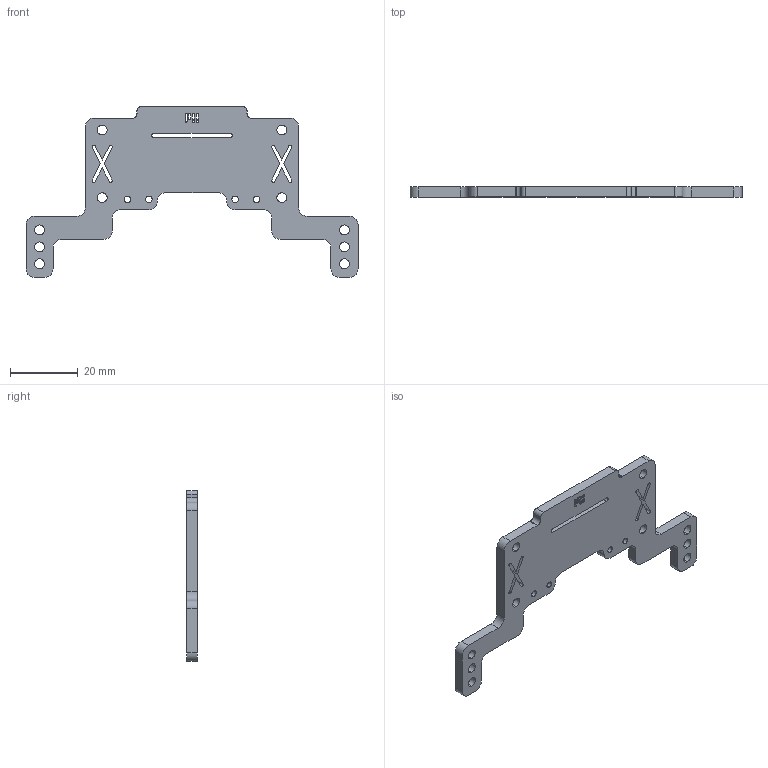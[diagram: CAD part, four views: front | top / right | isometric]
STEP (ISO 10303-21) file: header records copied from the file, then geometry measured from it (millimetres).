
FILE_DESCRIPTION (( 'STEP AP214' ), '1' );
FILE_NAME ('Base[s82][10]-[20][53].STEP', '2024-02-16T11:39:22', ( '' ), ( '' ), 'SwSTEP 2.0', 'SolidWorks 2023', '' );
FILE_SCHEMA (( 'AUTOMOTIVE_DESIGN' ));
Length unit declared in the file: millimetre
Products named in the file (1): Base[s82][10]-[20][53]
Bounding box: 98 x 3 x 50.38 mm (x, y, z)
Volume: 6305.3 mm3; surface area: 6013.1 mm2
Topology: 1 solids, 1 shells, 145 faces, 429 edges, 286 vertices
Faces by surface type: cylinder 68, plane 51, bspline 26
Entity records: 6162 total; most frequent: CARTESIAN_POINT 2215, ORIENTED_EDGE 858, DIRECTION 753, EDGE_CURVE 429, VERTEX_POINT 286, AXIS2_PLACEMENT_3D 256, LINE 241, VECTOR 241
